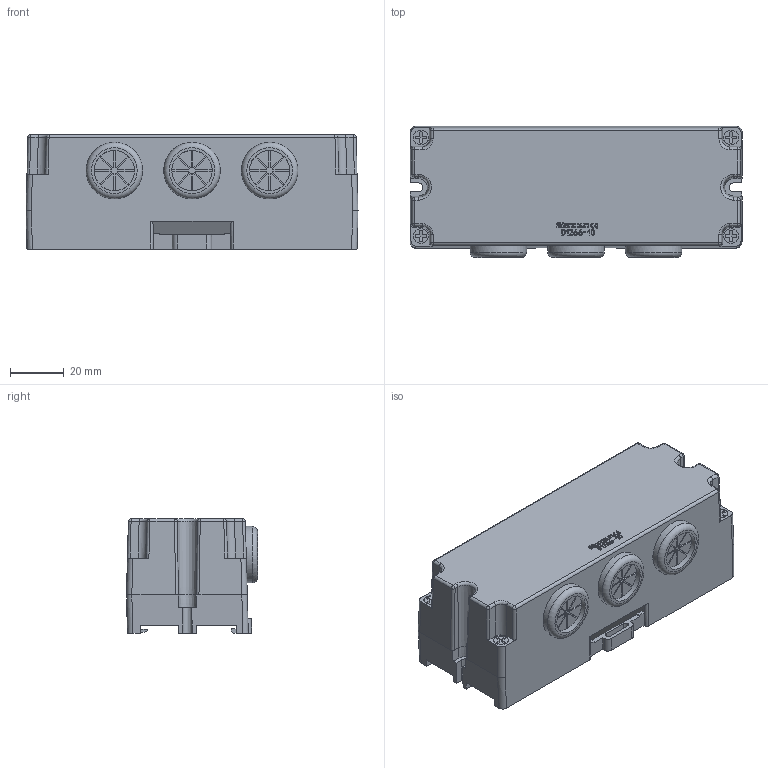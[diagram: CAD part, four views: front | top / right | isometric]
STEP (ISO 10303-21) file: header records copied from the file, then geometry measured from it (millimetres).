
FILE_DESCRIPTION(/* description */ (''),/* implementation_level */ '2;1');
FILE_NAME(/* name */ 'D1266-10 3D.stp',/* time_stamp */ '2024-08-15T13:52:50+08:00',/* author */ (''),/* organization */ (''),/* preprocessor_version */ 'ST-DEVELOPER v14',/* originating_system */ 'SIEMENS PLM Software NX 8.0',/* authorisation */ '');
FILE_SCHEMA (('AUTOMOTIVE_DESIGN { 1 0 10303 214 3 1 1 1 }'));
Length unit declared in the file: millimetre
Products named in the file (1): D1266-10 3D_stp
Bounding box: 123.36 x 48.72 x 42.5 mm (x, y, z)
Volume: 215648.1 mm3; surface area: 28137.8 mm2
Topology: 1 solids, 1 shells, 527 faces, 1376 edges, 881 vertices
Faces by surface type: plane 363, cylinder 118, extrusion 15, sphere 12, cone 8, bspline 6, torus 5
Full cylindrical faces by diameter (mm): 5.5 x4, 15 x3, 21 x3
Entity records: 17862 total; most frequent: CARTESIAN_POINT 3933, ORIENTED_EDGE 2682, DIRECTION 2603, EDGE_CURVE 1341, VECTOR 1001, LINE 986, VERTEX_POINT 875, AXIS2_PLACEMENT_3D 801
